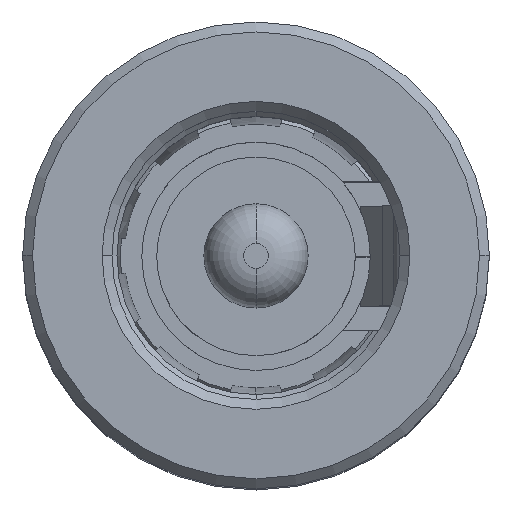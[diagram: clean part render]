
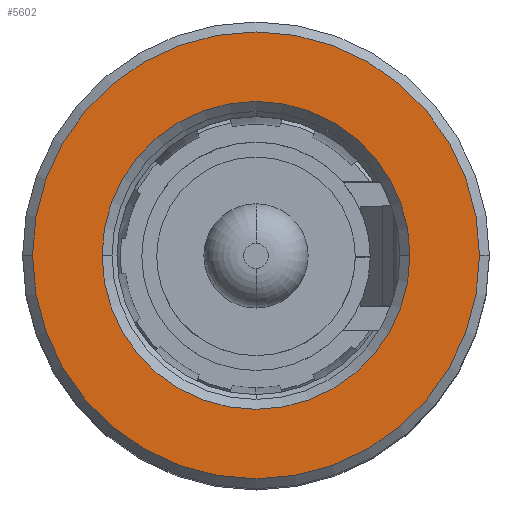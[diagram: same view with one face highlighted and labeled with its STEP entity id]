
A CAD part, top view. The second image highlights one B-rep face of the part: STEP entity #5602.
In plain terms, the highlighted planar face has unit normal (0, 0, 1).
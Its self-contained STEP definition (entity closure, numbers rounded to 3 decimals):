
#171 = CIRCLE ( 'NONE', #6705, 4.5 ) ;
#298 = ORIENTED_EDGE ( 'NONE', *, *, #2279, .F. ) ;
#361 = DIRECTION ( 'NONE',  ( 1., 0., 0. ) ) ;
#803 = CARTESIAN_POINT ( 'NONE',  ( -3.1, 0., 1. ) ) ;
#834 = CARTESIAN_POINT ( 'NONE',  ( 0., 0., 1. ) ) ;
#890 = CARTESIAN_POINT ( 'NONE',  ( -4.5, 0., 1. ) ) ;
#1368 = ORIENTED_EDGE ( 'NONE', *, *, #11636, .T. ) ;
#1781 = EDGE_LOOP ( 'NONE', ( #8383, #298 ) ) ;
#2279 = EDGE_CURVE ( 'NONE', #6987, #11812, #8387, .T. ) ;
#2425 = DIRECTION ( 'NONE',  ( 0., 0., 1. ) ) ;
#2813 = EDGE_CURVE ( 'NONE', #6744, #8855, #171, .T. ) ;
#2880 = CIRCLE ( 'NONE', #7719, 4.5 ) ;
#2944 = FACE_OUTER_BOUND ( 'NONE', #8601, .T. ) ;
#3279 = ORIENTED_EDGE ( 'NONE', *, *, #2813, .T. ) ;
#4347 = AXIS2_PLACEMENT_3D ( 'NONE', #834, #5994, #10898 ) ;
#4749 = DIRECTION ( 'NONE',  ( 0., 0., -1. ) ) ;
#4826 = CARTESIAN_POINT ( 'NONE',  ( 0., 0., 1. ) ) ;
#5029 = AXIS2_PLACEMENT_3D ( 'NONE', #5513, #8533, #10666 ) ;
#5513 = CARTESIAN_POINT ( 'NONE',  ( 0., 0., 1. ) ) ;
#5602 = ADVANCED_FACE ( 'NONE', ( #6909, #2944 ), #8827, .F. ) ;
#5630 = CARTESIAN_POINT ( 'NONE',  ( 4.5, 0., 1. ) ) ;
#5917 = AXIS2_PLACEMENT_3D ( 'NONE', #4826, #4749, #10835 ) ;
#5994 = DIRECTION ( 'NONE',  ( 0., 0., 1. ) ) ;
#6246 = DIRECTION ( 'NONE',  ( 0., 0., 1. ) ) ;
#6650 = CIRCLE ( 'NONE', #4347, 3.1 ) ;
#6705 = AXIS2_PLACEMENT_3D ( 'NONE', #7168, #6246, #361 ) ;
#6744 = VERTEX_POINT ( 'NONE', #890 ) ;
#6909 = FACE_BOUND ( 'NONE', #1781, .T. ) ;
#6987 = VERTEX_POINT ( 'NONE', #803 ) ;
#7168 = CARTESIAN_POINT ( 'NONE',  ( 0., 0., 1. ) ) ;
#7562 = DIRECTION ( 'NONE',  ( 1., 0., 0. ) ) ;
#7719 = AXIS2_PLACEMENT_3D ( 'NONE', #10696, #2425, #7562 ) ;
#8383 = ORIENTED_EDGE ( 'NONE', *, *, #9365, .F. ) ;
#8387 = CIRCLE ( 'NONE', #5029, 3.1 ) ;
#8533 = DIRECTION ( 'NONE',  ( 0., 0., 1. ) ) ;
#8601 = EDGE_LOOP ( 'NONE', ( #3279, #1368 ) ) ;
#8827 = PLANE ( 'NONE',  #5917 ) ;
#8855 = VERTEX_POINT ( 'NONE', #5630 ) ;
#9365 = EDGE_CURVE ( 'NONE', #11812, #6987, #6650, .T. ) ;
#10666 = DIRECTION ( 'NONE',  ( 1., 0., 0. ) ) ;
#10696 = CARTESIAN_POINT ( 'NONE',  ( 0., 0., 1. ) ) ;
#10763 = CARTESIAN_POINT ( 'NONE',  ( 3.1, 0., 1. ) ) ;
#10835 = DIRECTION ( 'NONE',  ( 0., -1., 0. ) ) ;
#10898 = DIRECTION ( 'NONE',  ( 1., 0., 0. ) ) ;
#11636 = EDGE_CURVE ( 'NONE', #8855, #6744, #2880, .T. ) ;
#11812 = VERTEX_POINT ( 'NONE', #10763 ) ;
